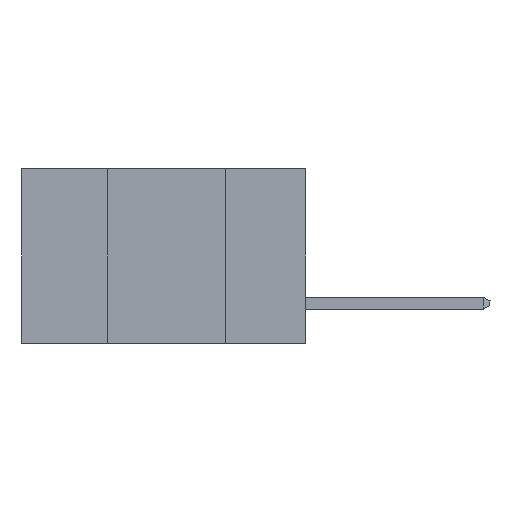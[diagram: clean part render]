
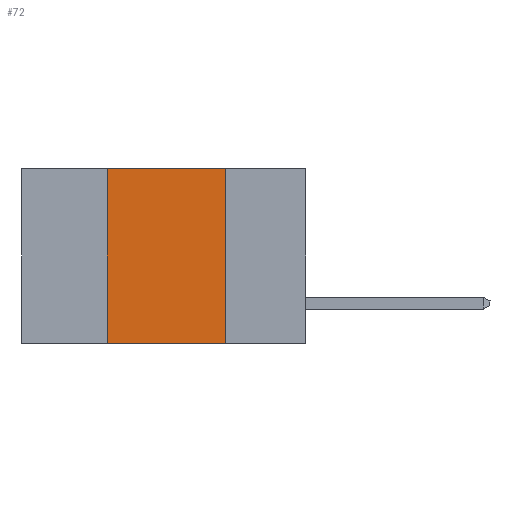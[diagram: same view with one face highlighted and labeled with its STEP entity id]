
A CAD part, left-side view. The second image highlights one B-rep face of the part: STEP entity #72.
In plain terms, the highlighted planar face has unit normal (-1, 0, 0).
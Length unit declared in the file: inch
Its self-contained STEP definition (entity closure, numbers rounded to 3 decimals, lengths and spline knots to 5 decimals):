
#72 = ADVANCED_FACE ( 'NONE', ( #11819 ), #15928, .F. ) ;
#1101 = DIRECTION ( 'NONE',  ( 0., 0., -1. ) ) ;
#1384 = EDGE_CURVE ( 'NONE', #11734, #12683, #15411, .T. ) ;
#1669 = EDGE_CURVE ( 'NONE', #9010, #12683, #8323, .T. ) ;
#3841 = CARTESIAN_POINT ( 'NONE',  ( 0., 0.6, 0. ) ) ;
#4112 = DIRECTION ( 'NONE',  ( 0., -1., 0. ) ) ;
#4196 = DIRECTION ( 'NONE',  ( 0., 0., -1. ) ) ;
#4321 = ORIENTED_EDGE ( 'NONE', *, *, #1669, .F. ) ;
#5026 = VECTOR ( 'NONE', #10557, 39.37008 ) ;
#5130 = CARTESIAN_POINT ( 'NONE',  ( 0., 0.17, -0.37 ) ) ;
#5285 = DIRECTION ( 'NONE',  ( 1., 0., 0. ) ) ;
#7505 = ORIENTED_EDGE ( 'NONE', *, *, #1384, .T. ) ;
#7711 = CARTESIAN_POINT ( 'NONE',  ( 0., 0.6, 0. ) ) ;
#7989 = EDGE_CURVE ( 'NONE', #11734, #12621, #14921, .T. ) ;
#8323 = LINE ( 'NONE', #9655, #16608 ) ;
#8857 = VECTOR ( 'NONE', #13216, 39.37008 ) ;
#9010 = VERTEX_POINT ( 'NONE', #9171 ) ;
#9171 = CARTESIAN_POINT ( 'NONE',  ( 0., 0.17, 0. ) ) ;
#9218 = CARTESIAN_POINT ( 'NONE',  ( 0., 0.6, -0.37 ) ) ;
#9517 = AXIS2_PLACEMENT_3D ( 'NONE', #7711, #5285, #1101 ) ;
#9608 = ORIENTED_EDGE ( 'NONE', *, *, #7989, .F. ) ;
#9655 = CARTESIAN_POINT ( 'NONE',  ( 0., 0.17, -0.37 ) ) ;
#10122 = EDGE_LOOP ( 'NONE', ( #4321, #17206, #9608, #7505 ) ) ;
#10557 = DIRECTION ( 'NONE',  ( 0., 0., 1. ) ) ;
#10770 = CARTESIAN_POINT ( 'NONE',  ( 0., 0.42, 0. ) ) ;
#11036 = VECTOR ( 'NONE', #4112, 39.37008 ) ;
#11734 = VERTEX_POINT ( 'NONE', #13213 ) ;
#11819 = FACE_OUTER_BOUND ( 'NONE', #10122, .T. ) ;
#12621 = VERTEX_POINT ( 'NONE', #10770 ) ;
#12683 = VERTEX_POINT ( 'NONE', #5130 ) ;
#13213 = CARTESIAN_POINT ( 'NONE',  ( 0., 0.42, -0.37 ) ) ;
#13216 = DIRECTION ( 'NONE',  ( 0., -1., 0. ) ) ;
#13768 = EDGE_CURVE ( 'NONE', #12621, #9010, #17159, .T. ) ;
#14921 = LINE ( 'NONE', #17513, #5026 ) ;
#15411 = LINE ( 'NONE', #9218, #11036 ) ;
#15928 = PLANE ( 'NONE',  #9517 ) ;
#16608 = VECTOR ( 'NONE', #4196, 39.37008 ) ;
#17159 = LINE ( 'NONE', #3841, #8857 ) ;
#17206 = ORIENTED_EDGE ( 'NONE', *, *, #13768, .F. ) ;
#17513 = CARTESIAN_POINT ( 'NONE',  ( 0., 0.42, -0.37 ) ) ;
